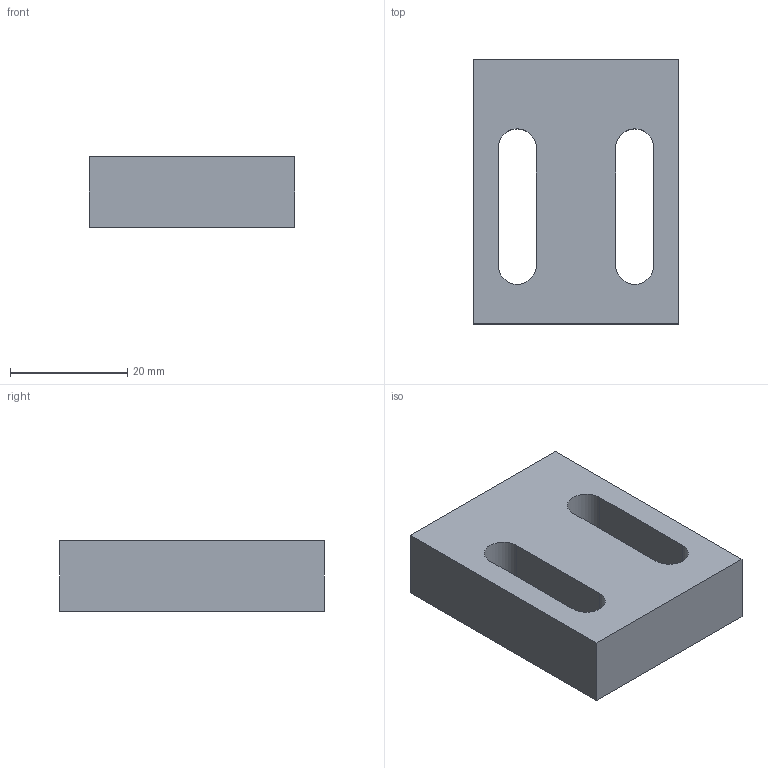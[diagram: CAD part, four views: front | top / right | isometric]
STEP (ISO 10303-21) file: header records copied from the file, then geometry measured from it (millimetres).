
FILE_DESCRIPTION (( 'STEP AP214' ), '1' );
FILE_NAME ('F0862-200-016.STEP', '2023-03-15T08:19:41', ( '' ), ( '' ), 'SwSTEP 2.0', 'SolidWorks 2021', '' );
FILE_SCHEMA (( 'AUTOMOTIVE_DESIGN' ));
Length unit declared in the file: millimetre
Products named in the file (1): F0862-200-016
Bounding box: 35 x 45 x 12 mm (x, y, z)
Volume: 14005.6 mm3; surface area: 6434.2 mm2
Topology: 1 solids, 1 shells, 18 faces, 46 edges, 29 vertices
Faces by surface type: plane 10, cylinder 6, cone 2
Entity records: 596 total; most frequent: DIRECTION 94, CARTESIAN_POINT 92, ORIENTED_EDGE 88, EDGE_CURVE 44, VECTOR 32, LINE 32, AXIS2_PLACEMENT_3D 31, VERTEX_POINT 29
